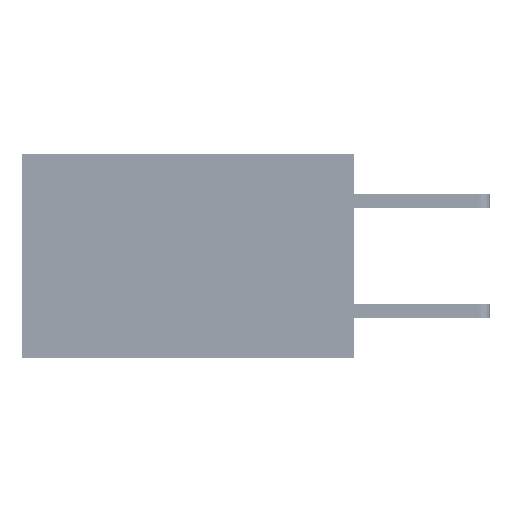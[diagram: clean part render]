
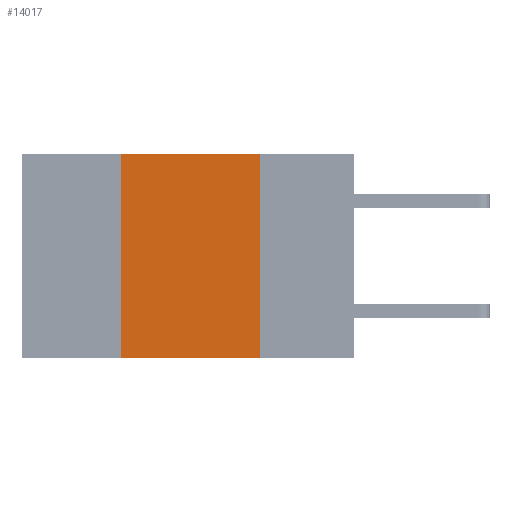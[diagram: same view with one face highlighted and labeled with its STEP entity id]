
A CAD part, left-side view. The second image highlights one B-rep face of the part: STEP entity #14017.
In plain terms, the highlighted planar face has unit normal (-1, 0, 0).
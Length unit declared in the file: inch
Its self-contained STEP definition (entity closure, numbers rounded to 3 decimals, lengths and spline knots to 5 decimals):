
#157 = CARTESIAN_POINT ( 'NONE',  ( 0., 0.42, 0. ) ) ;
#261 = CARTESIAN_POINT ( 'NONE',  ( 0., 0.6, 0. ) ) ;
#1025 = ORIENTED_EDGE ( 'NONE', *, *, #13285, .F. ) ;
#1301 = VECTOR ( 'NONE', #3039, 39.37008 ) ;
#3039 = DIRECTION ( 'NONE',  ( 0., 0., -1. ) ) ;
#7268 = CARTESIAN_POINT ( 'NONE',  ( 0., 0.17, 0. ) ) ;
#8401 = CARTESIAN_POINT ( 'NONE',  ( 0., 0.17, -0.37 ) ) ;
#8948 = DIRECTION ( 'NONE',  ( 0., 0., -1. ) ) ;
#13048 = CARTESIAN_POINT ( 'NONE',  ( 0., 0.6, -0.37 ) ) ;
#13285 = EDGE_CURVE ( 'NONE', #46063, #36311, #31531, .T. ) ;
#13344 = ORIENTED_EDGE ( 'NONE', *, *, #29678, .F. ) ;
#14017 = ADVANCED_FACE ( 'NONE', ( #27120 ), #33812, .F. ) ;
#16166 = LINE ( 'NONE', #13048, #28984 ) ;
#18976 = CARTESIAN_POINT ( 'NONE',  ( 0., 0.42, 0. ) ) ;
#19276 = LINE ( 'NONE', #261, #27256 ) ;
#21640 = EDGE_CURVE ( 'NONE', #27142, #46063, #19276, .T. ) ;
#23055 = CARTESIAN_POINT ( 'NONE',  ( 0., 0.6, 0. ) ) ;
#24322 = CARTESIAN_POINT ( 'NONE',  ( 0., 0.17, 0. ) ) ;
#26325 = DIRECTION ( 'NONE',  ( 0., -1., 0. ) ) ;
#27120 = FACE_OUTER_BOUND ( 'NONE', #32140, .T. ) ;
#27142 = VERTEX_POINT ( 'NONE', #18976 ) ;
#27256 = VECTOR ( 'NONE', #26325, 39.37008 ) ;
#28081 = AXIS2_PLACEMENT_3D ( 'NONE', #23055, #37644, #8948 ) ;
#28547 = ORIENTED_EDGE ( 'NONE', *, *, #41750, .T. ) ;
#28984 = VECTOR ( 'NONE', #41982, 39.37008 ) ;
#29678 = EDGE_CURVE ( 'NONE', #42900, #27142, #33167, .T. ) ;
#31394 = VECTOR ( 'NONE', #31444, 39.37008 ) ;
#31444 = DIRECTION ( 'NONE',  ( 0., 0., 1. ) ) ;
#31531 = LINE ( 'NONE', #24322, #1301 ) ;
#32140 = EDGE_LOOP ( 'NONE', ( #1025, #35887, #13344, #28547 ) ) ;
#33167 = LINE ( 'NONE', #157, #31394 ) ;
#33812 = PLANE ( 'NONE',  #28081 ) ;
#35887 = ORIENTED_EDGE ( 'NONE', *, *, #21640, .F. ) ;
#36311 = VERTEX_POINT ( 'NONE', #8401 ) ;
#36956 = CARTESIAN_POINT ( 'NONE',  ( 0., 0.42, -0.37 ) ) ;
#37644 = DIRECTION ( 'NONE',  ( 1., 0., 0. ) ) ;
#41750 = EDGE_CURVE ( 'NONE', #42900, #36311, #16166, .T. ) ;
#41982 = DIRECTION ( 'NONE',  ( 0., -1., 0. ) ) ;
#42900 = VERTEX_POINT ( 'NONE', #36956 ) ;
#46063 = VERTEX_POINT ( 'NONE', #7268 ) ;
